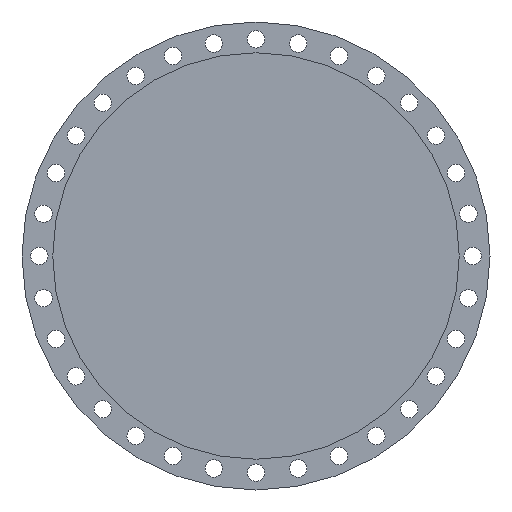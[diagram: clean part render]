
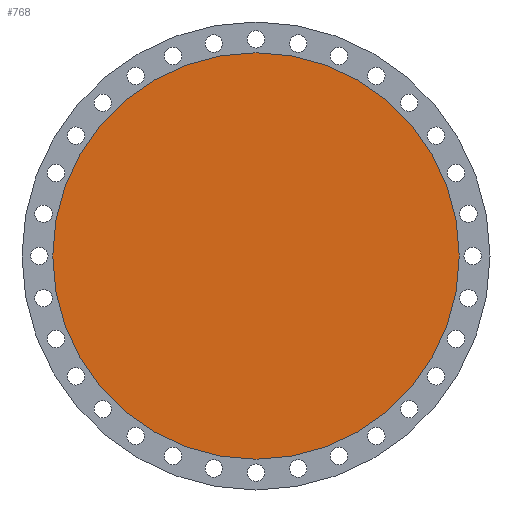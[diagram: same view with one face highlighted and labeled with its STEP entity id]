
A CAD part, left-side view. The second image highlights one B-rep face of the part: STEP entity #768.
In plain terms, the highlighted planar face has unit normal (-1, 0, 0).
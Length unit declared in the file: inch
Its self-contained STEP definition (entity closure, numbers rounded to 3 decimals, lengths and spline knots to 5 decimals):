
#200 = DIRECTION ( 'NONE',  ( 0., 0., 1. ) ) ;
#359 = FACE_OUTER_BOUND ( 'NONE', #1368, .T. ) ;
#408 = VERTEX_POINT ( 'NONE', #2396 ) ;
#453 = CIRCLE ( 'NONE', #1501, 19. ) ;
#484 = DIRECTION ( 'NONE',  ( 0., 0., 1. ) ) ;
#750 = AXIS2_PLACEMENT_3D ( 'NONE', #963, #2600, #200 ) ;
#768 = ADVANCED_FACE ( 'NONE', ( #359 ), #1985, .T. ) ;
#858 = DIRECTION ( 'NONE',  ( -1., 0., 0. ) ) ;
#880 = EDGE_CURVE ( 'NONE', #2472, #408, #453, .T. ) ;
#963 = CARTESIAN_POINT ( 'NONE',  ( 0., 0., 0. ) ) ;
#1304 = CARTESIAN_POINT ( 'NONE',  ( 0., 0., 0. ) ) ;
#1368 = EDGE_LOOP ( 'NONE', ( #2540, #2503 ) ) ;
#1432 = CARTESIAN_POINT ( 'NONE',  ( 0., 0., 19. ) ) ;
#1501 = AXIS2_PLACEMENT_3D ( 'NONE', #1304, #2320, #484 ) ;
#1660 = CARTESIAN_POINT ( 'NONE',  ( 0., 0., 0. ) ) ;
#1985 = PLANE ( 'NONE',  #750 ) ;
#2066 = CIRCLE ( 'NONE', #2579, 19. ) ;
#2120 = EDGE_CURVE ( 'NONE', #408, #2472, #2066, .T. ) ;
#2318 = DIRECTION ( 'NONE',  ( 0., 0., 1. ) ) ;
#2320 = DIRECTION ( 'NONE',  ( -1., 0., 0. ) ) ;
#2396 = CARTESIAN_POINT ( 'NONE',  ( 0., 0., -19. ) ) ;
#2472 = VERTEX_POINT ( 'NONE', #1432 ) ;
#2503 = ORIENTED_EDGE ( 'NONE', *, *, #2120, .T. ) ;
#2540 = ORIENTED_EDGE ( 'NONE', *, *, #880, .T. ) ;
#2579 = AXIS2_PLACEMENT_3D ( 'NONE', #1660, #858, #2318 ) ;
#2600 = DIRECTION ( 'NONE',  ( -1., 0., 0. ) ) ;
